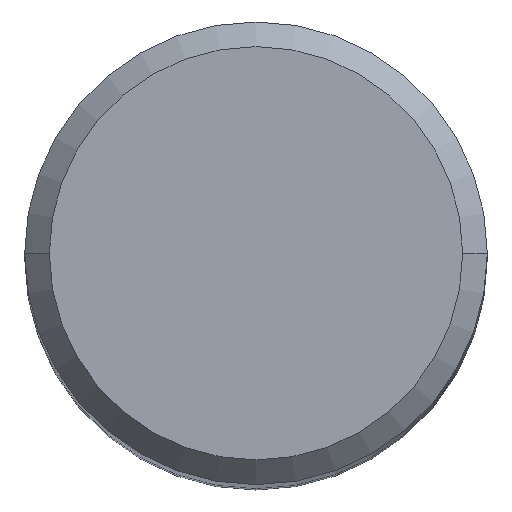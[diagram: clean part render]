
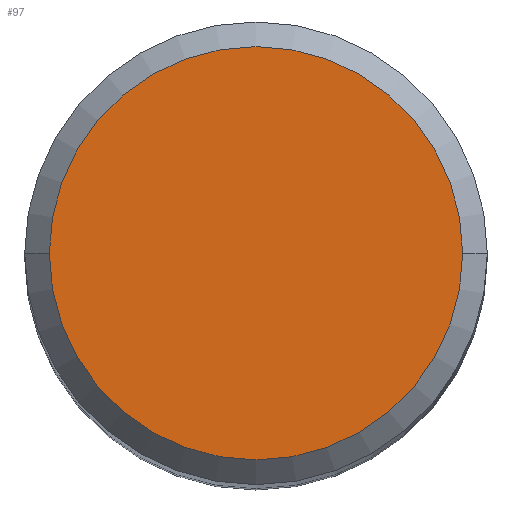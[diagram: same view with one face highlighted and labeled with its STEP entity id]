
A CAD part, top view. The second image highlights one B-rep face of the part: STEP entity #97.
In plain terms, the highlighted planar face has unit normal (0, 0, 1).
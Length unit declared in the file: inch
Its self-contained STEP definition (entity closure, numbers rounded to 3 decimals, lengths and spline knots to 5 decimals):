
#23 = CARTESIAN_POINT ( 'NONE',  ( 0.1675, 0., 0. ) ) ;
#33 = CARTESIAN_POINT ( 'NONE',  ( 0., 0., 0. ) ) ;
#39 = CIRCLE ( 'NONE', #359, 0.1675 ) ;
#53 = EDGE_CURVE ( 'NONE', #182, #102, #59, .T. ) ;
#59 = CIRCLE ( 'NONE', #284, 0.1675 ) ;
#68 = EDGE_LOOP ( 'NONE', ( #327, #262 ) ) ;
#88 = DIRECTION ( 'NONE',  ( 1., 0., 0. ) ) ;
#95 = DIRECTION ( 'NONE',  ( 0., 0., 1. ) ) ;
#97 = ADVANCED_FACE ( 'NONE', ( #278 ), #160, .F. ) ;
#102 = VERTEX_POINT ( 'NONE', #23 ) ;
#106 = CARTESIAN_POINT ( 'NONE',  ( 0., 0., 0. ) ) ;
#160 = PLANE ( 'NONE',  #300 ) ;
#161 = CARTESIAN_POINT ( 'NONE',  ( 0., 0.1675, 0. ) ) ;
#182 = VERTEX_POINT ( 'NONE', #200 ) ;
#200 = CARTESIAN_POINT ( 'NONE',  ( -0.1675, 0., 0. ) ) ;
#229 = EDGE_CURVE ( 'NONE', #102, #182, #39, .T. ) ;
#262 = ORIENTED_EDGE ( 'NONE', *, *, #229, .T. ) ;
#274 = DIRECTION ( 'NONE',  ( -1., 0., 0. ) ) ;
#278 = FACE_OUTER_BOUND ( 'NONE', #68, .T. ) ;
#284 = AXIS2_PLACEMENT_3D ( 'NONE', #106, #335, #88 ) ;
#286 = DIRECTION ( 'NONE',  ( 1., 0., 0. ) ) ;
#300 = AXIS2_PLACEMENT_3D ( 'NONE', #161, #309, #274 ) ;
#309 = DIRECTION ( 'NONE',  ( 0., 0., -1. ) ) ;
#327 = ORIENTED_EDGE ( 'NONE', *, *, #53, .T. ) ;
#335 = DIRECTION ( 'NONE',  ( 0., 0., 1. ) ) ;
#359 = AXIS2_PLACEMENT_3D ( 'NONE', #33, #95, #286 ) ;
